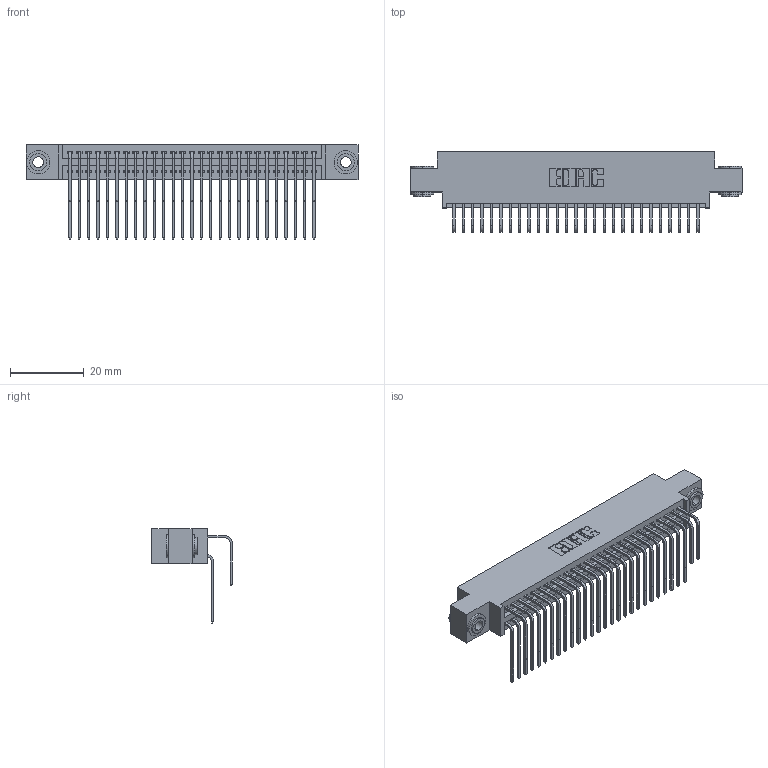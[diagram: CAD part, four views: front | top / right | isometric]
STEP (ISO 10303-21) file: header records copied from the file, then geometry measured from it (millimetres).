
FILE_DESCRIPTION (( 'STEP AP203' ), '1' );
FILE_NAME ('395-054-558-803.STEP', '2018-11-21T21:34:37', ( '' ), ( '' ), 'SwSTEP 2.0', 'SolidWorks 2016', '' );
FILE_SCHEMA (( 'CONFIG_CONTROL_DESIGN' ));
Length unit declared in the file: inch
Products named in the file (5): 345-292-001_558 Tail - 2; 345 Part_0.170 Offset - 0.156 Dia-TH; 345-250-002_345-250-002-102; 395-054-558-803; 345-292-001_558 559 Tail - 1
Assembly tree (57 placements, depth 2):
  395-054-558-803
    345 Part_0.170 Offset - 0.156 Dia-TH
    345-292-001_558 559 Tail - 1  x27
    345-292-001_558 Tail - 2  x27
    345-250-002_345-250-002-102  x2
Bounding box: 89.79 x 21.83 x 25.53 mm (x, y, z)
Volume: 8800.5 mm3; surface area: 14531.3 mm2
Topology: 57 solids, 57 shells, 2976 faces, 8799 edges, 5790 vertices
Faces by surface type: plane 1984, cylinder 984, cone 8
Entity records: 25638 total; most frequent: CARTESIAN_POINT 4334, ORIENTED_EDGE 4210, DIRECTION 3843, EDGE_CURVE 2105, VECTOR 1801, LINE 1801, VERTEX_POINT 1398, AXIS2_PLACEMENT_3D 1021
